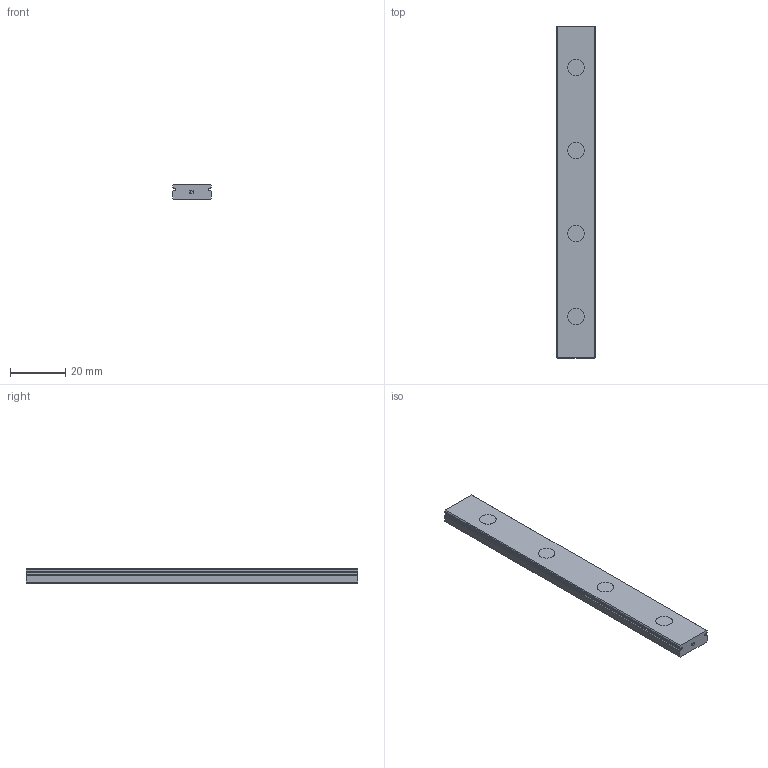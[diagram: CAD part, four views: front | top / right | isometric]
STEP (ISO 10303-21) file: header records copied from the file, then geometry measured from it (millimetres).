
FILE_DESCRIPTION(('STEP AP214'),'1');
FILE_NAME('cctmp_05AFBE3E-F185-4DCE-AF33-5AC7B9BC109E_2021_02_19_14_25_22_0250..stp','2021-02-19T13:25:22',('HIWIN GmbH'),('CADClick - www.CADClick.com'),'Spatial InterOp 3D',' ','unknown authorization');
FILE_SCHEMA(('AUTOMOTIVE_DESIGN'));
Length unit declared in the file: millimetre
Products named in the file (1): MGWR07R120CM_FILE
Bounding box: 14 x 120 x 5.2 mm (x, y, z)
Volume: 8083.2 mm3; surface area: 5526.6 mm2
Topology: 1 solids, 1 shells, 131 faces, 339 edges, 226 vertices
Faces by surface type: plane 91, cylinder 40
Entity records: 5065 total; most frequent: CARTESIAN_POINT 697, DIRECTION 683, ORIENTED_EDGE 678, EDGE_CURVE 339, LINE 259, VECTOR 259, VERTEX_POINT 226, AXIS2_PLACEMENT_3D 212
